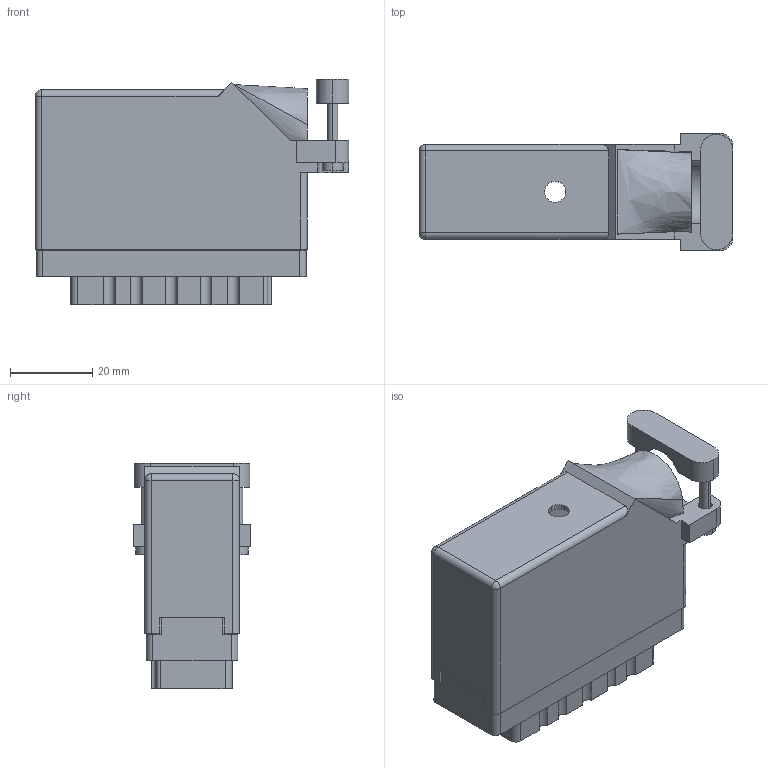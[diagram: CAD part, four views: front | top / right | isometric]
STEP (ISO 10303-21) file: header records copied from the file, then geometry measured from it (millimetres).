
FILE_DESCRIPTION (( 'STEP AP203' ), '1' );
FILE_NAME ('516-056-540-440.STEP', '2020-03-06T11:58:07', ( '' ), ( '' ), 'SwSTEP 2.0', 'SolidWorks 2016', '' );
FILE_SCHEMA (( 'CONFIG_CONTROL_DESIGN' ));
Length unit declared in the file: inch
Products named in the file (4): 516-292-001_540 Contact; 516 Part Receptacle_056; 516-056-540-440; 516-230-001_Plastic - 056 Side Entry - Large Clamp
Assembly tree (58 placements, depth 2):
  516-056-540-440
    516 Part Receptacle_056
    516-292-001_540 Contact  x56
    516-230-001_Plastic - 056 Side Entry - Large Clamp
Bounding box: 76.5 x 28.57 x 54.91 mm (x, y, z)
Volume: 29369.5 mm3; surface area: 48672.9 mm2
Topology: 58 solids, 58 shells, 5379 faces, 15606 edges, 10362 vertices
Faces by surface type: plane 3290, cylinder 1746, bspline 339, cone 2, sphere 2
Entity records: 49882 total; most frequent: CARTESIAN_POINT 8794, ORIENTED_EDGE 8328, DIRECTION 8135, EDGE_CURVE 4164, LINE 3059, VECTOR 3059, VERTEX_POINT 2772, AXIS2_PLACEMENT_3D 2538
